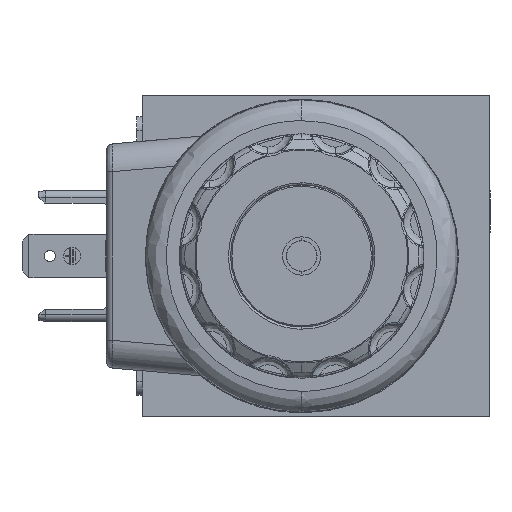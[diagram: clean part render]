
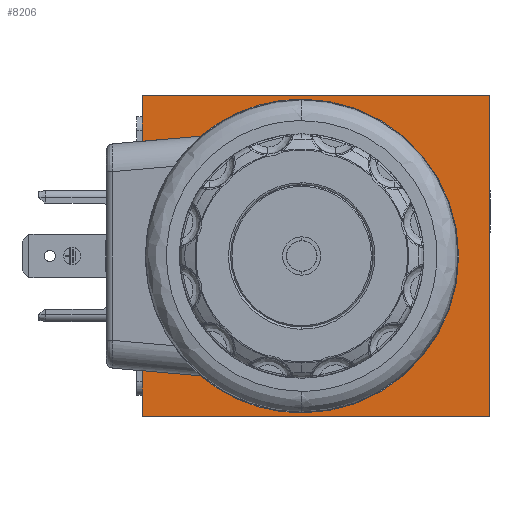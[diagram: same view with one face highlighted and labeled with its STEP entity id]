
A CAD part, left-side view. The second image highlights one B-rep face of the part: STEP entity #8206.
In plain terms, the highlighted planar face has unit normal (-1, 0, 0).
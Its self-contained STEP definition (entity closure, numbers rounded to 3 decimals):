
#101 = VECTOR ( 'NONE', #37181, 1000. ) ;
#1093 = LINE ( 'NONE', #40866, #101 ) ;
#1515 = LINE ( 'NONE', #14565, #12684 ) ;
#1604 = DIRECTION ( 'NONE',  ( 0., 0., 1. ) ) ;
#2128 = LINE ( 'NONE', #19094, #38629 ) ;
#2190 = DIRECTION ( 'NONE',  ( 0., -0.996, -0.087 ) ) ;
#2558 = DIRECTION ( 'NONE',  ( 0., -1., 0. ) ) ;
#3711 = DIRECTION ( 'NONE',  ( -1., 0., 0. ) ) ;
#3977 = CARTESIAN_POINT ( 'NONE',  ( -36., 55., 16. ) ) ;
#4282 = DIRECTION ( 'NONE',  ( 0., 0., 1. ) ) ;
#4467 = VECTOR ( 'NONE', #15714, 1000. ) ;
#5943 = LINE ( 'NONE', #29195, #4467 ) ;
#6117 = CARTESIAN_POINT ( 'NONE',  ( -36., 49.85, -16.451 ) ) ;
#6407 = CARTESIAN_POINT ( 'NONE',  ( -36., 49.85, -23. ) ) ;
#6671 = AXIS2_PLACEMENT_3D ( 'NONE', #14645, #30723, #1604 ) ;
#8206 = ADVANCED_FACE ( 'NONE', ( #10133 ), #26206, .F. ) ;
#8492 = CARTESIAN_POINT ( 'NONE',  ( -36., 55., -16. ) ) ;
#8851 = CARTESIAN_POINT ( 'NONE',  ( -36., 0., -23. ) ) ;
#9290 = CARTESIAN_POINT ( 'NONE',  ( -36., 49.85, -23. ) ) ;
#10133 = FACE_OUTER_BOUND ( 'NONE', #41349, .T. ) ;
#10735 = VERTEX_POINT ( 'NONE', #36813 ) ;
#10835 = VERTEX_POINT ( 'NONE', #18149 ) ;
#10942 = AXIS2_PLACEMENT_3D ( 'NONE', #6407, #13817, #23153 ) ;
#11064 = ORIENTED_EDGE ( 'NONE', *, *, #19650, .F. ) ;
#12398 = LINE ( 'NONE', #8492, #28919 ) ;
#12669 = LINE ( 'NONE', #3977, #21576 ) ;
#12684 = VECTOR ( 'NONE', #24993, 1000. ) ;
#13032 = ORIENTED_EDGE ( 'NONE', *, *, #43006, .F. ) ;
#13168 = ORIENTED_EDGE ( 'NONE', *, *, #34270, .F. ) ;
#13817 = DIRECTION ( 'NONE',  ( 1., 0., 0. ) ) ;
#14110 = CARTESIAN_POINT ( 'NONE',  ( -36., 27., 22.5 ) ) ;
#14491 = DIRECTION ( 'NONE',  ( -1., 0., 0. ) ) ;
#14565 = CARTESIAN_POINT ( 'NONE',  ( -36., 0., -23. ) ) ;
#14645 = CARTESIAN_POINT ( 'NONE',  ( -36., 27., 0. ) ) ;
#14693 = ORIENTED_EDGE ( 'NONE', *, *, #19631, .F. ) ;
#15610 = AXIS2_PLACEMENT_3D ( 'NONE', #40565, #14491, #4282 ) ;
#15714 = DIRECTION ( 'NONE',  ( 0., 0., 1. ) ) ;
#18149 = CARTESIAN_POINT ( 'NONE',  ( -36., 41.531, -17.178 ) ) ;
#19094 = CARTESIAN_POINT ( 'NONE',  ( -36., 49.85, 23. ) ) ;
#19271 = ORIENTED_EDGE ( 'NONE', *, *, #23864, .F. ) ;
#19631 = EDGE_CURVE ( 'NONE', #10735, #31405, #1093, .T. ) ;
#19650 = EDGE_CURVE ( 'NONE', #37183, #34347, #37812, .T. ) ;
#21576 = VECTOR ( 'NONE', #39592, 1000. ) ;
#21726 = DIRECTION ( 'NONE',  ( 0., 1., 0. ) ) ;
#22157 = VERTEX_POINT ( 'NONE', #6117 ) ;
#22530 = CARTESIAN_POINT ( 'NONE',  ( -36., 49.85, -23. ) ) ;
#23006 = ORIENTED_EDGE ( 'NONE', *, *, #24214, .F. ) ;
#23153 = DIRECTION ( 'NONE',  ( 0., 0., -1. ) ) ;
#23864 = EDGE_CURVE ( 'NONE', #38817, #24483, #32349, .T. ) ;
#24214 = EDGE_CURVE ( 'NONE', #22157, #10835, #12398, .T. ) ;
#24483 = VERTEX_POINT ( 'NONE', #14110 ) ;
#24944 = EDGE_CURVE ( 'NONE', #34347, #22157, #5943, .T. ) ;
#24993 = DIRECTION ( 'NONE',  ( 0., 0., -1. ) ) ;
#26110 = CIRCLE ( 'NONE', #41395, 22.5 ) ;
#26206 = PLANE ( 'NONE',  #10942 ) ;
#26513 = CARTESIAN_POINT ( 'NONE',  ( -36., 41.531, 17.178 ) ) ;
#26826 = VERTEX_POINT ( 'NONE', #26513 ) ;
#27401 = DIRECTION ( 'NONE',  ( 0., 0., 1. ) ) ;
#27820 = EDGE_CURVE ( 'NONE', #10835, #38817, #26110, .T. ) ;
#27996 = CARTESIAN_POINT ( 'NONE',  ( -36., 49.85, 23. ) ) ;
#28919 = VECTOR ( 'NONE', #2190, 1000. ) ;
#29083 = ORIENTED_EDGE ( 'NONE', *, *, #35713, .F. ) ;
#29195 = CARTESIAN_POINT ( 'NONE',  ( -36., 49.85, -23. ) ) ;
#30723 = DIRECTION ( 'NONE',  ( -1., 0., 0. ) ) ;
#31084 = ORIENTED_EDGE ( 'NONE', *, *, #39507, .F. ) ;
#31405 = VERTEX_POINT ( 'NONE', #27996 ) ;
#32349 = CIRCLE ( 'NONE', #6671, 22.5 ) ;
#33057 = CARTESIAN_POINT ( 'NONE',  ( -36., 27., -22.5 ) ) ;
#34090 = CARTESIAN_POINT ( 'NONE',  ( -36., 0., 23. ) ) ;
#34270 = EDGE_CURVE ( 'NONE', #31405, #35303, #2128, .T. ) ;
#34347 = VERTEX_POINT ( 'NONE', #9290 ) ;
#35303 = VERTEX_POINT ( 'NONE', #34090 ) ;
#35713 = EDGE_CURVE ( 'NONE', #26826, #10735, #12669, .T. ) ;
#36454 = ORIENTED_EDGE ( 'NONE', *, *, #24944, .F. ) ;
#36813 = CARTESIAN_POINT ( 'NONE',  ( -36., 49.85, 16.451 ) ) ;
#37181 = DIRECTION ( 'NONE',  ( 0., 0., 1. ) ) ;
#37183 = VERTEX_POINT ( 'NONE', #8851 ) ;
#37592 = VECTOR ( 'NONE', #21726, 1000. ) ;
#37812 = LINE ( 'NONE', #22530, #37592 ) ;
#38031 = ORIENTED_EDGE ( 'NONE', *, *, #27820, .F. ) ;
#38629 = VECTOR ( 'NONE', #2558, 1000. ) ;
#38817 = VERTEX_POINT ( 'NONE', #33057 ) ;
#39507 = EDGE_CURVE ( 'NONE', #24483, #26826, #41988, .T. ) ;
#39592 = DIRECTION ( 'NONE',  ( 0., 0.996, -0.087 ) ) ;
#39768 = CARTESIAN_POINT ( 'NONE',  ( -36., 27., 0. ) ) ;
#40565 = CARTESIAN_POINT ( 'NONE',  ( -36., 27., 0. ) ) ;
#40866 = CARTESIAN_POINT ( 'NONE',  ( -36., 49.85, -23. ) ) ;
#41349 = EDGE_LOOP ( 'NONE', ( #29083, #31084, #19271, #38031, #23006, #36454, #11064, #13032, #13168, #14693 ) ) ;
#41395 = AXIS2_PLACEMENT_3D ( 'NONE', #39768, #3711, #27401 ) ;
#41988 = CIRCLE ( 'NONE', #15610, 22.5 ) ;
#43006 = EDGE_CURVE ( 'NONE', #35303, #37183, #1515, .T. ) ;
